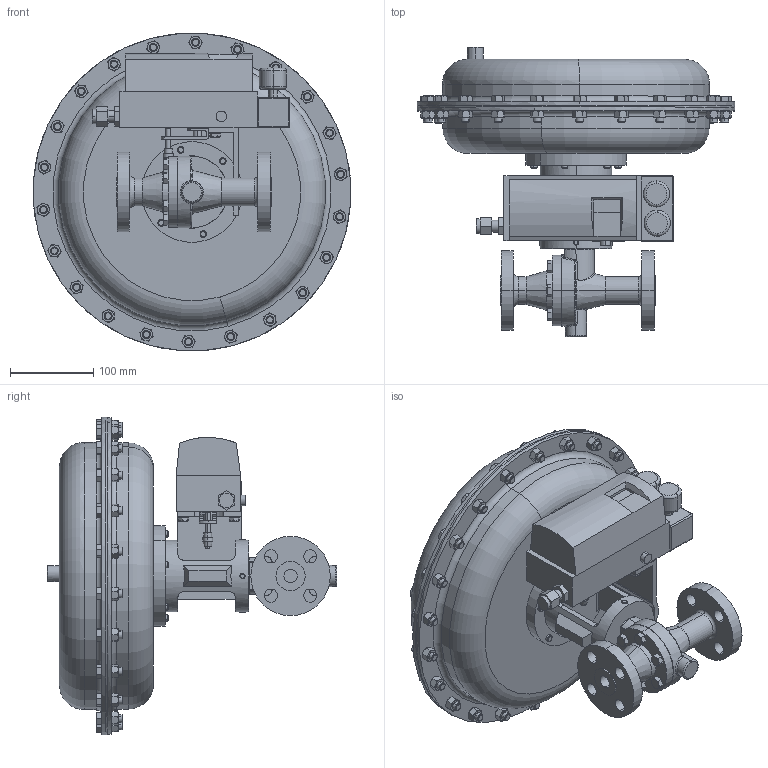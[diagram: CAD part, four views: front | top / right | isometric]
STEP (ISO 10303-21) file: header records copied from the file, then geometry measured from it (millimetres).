
FILE_DESCRIPTION (( 'STEP AP203' ), '1' );
FILE_NAME ('70SP-050-CS+S6-I3-85M-16IQ.STEP', '2017-09-11T13:07:10', ( '' ), ( '' ), 'SwSTEP 2.0', 'SolidWorks 2014', '' );
FILE_SCHEMA (( 'CONFIG_CONTROL_DESIGN' ));
Length unit declared in the file: inch
Products named in the file (1): 70SP-050-CS+S6-I3-85M-16IQ
Bounding box: 380.96 x 347 x 380.89 mm (x, y, z)
Volume: 11330595 mm3; surface area: 558111.1 mm2
Topology: 1 solids, 1 shells, 1309 faces, 2973 edges, 1776 vertices
Faces by surface type: plane 528, cone 518, cylinder 206, torus 38, bspline 13, sphere 6
Entity records: 41205 total; most frequent: CARTESIAN_POINT 13108, ORIENTED_EDGE 5938, DIRECTION 5587, EDGE_CURVE 2969, AXIS2_PLACEMENT_3D 2283, VERTEX_POINT 1776, EDGE_LOOP 1443, ADVANCED_FACE 1309
